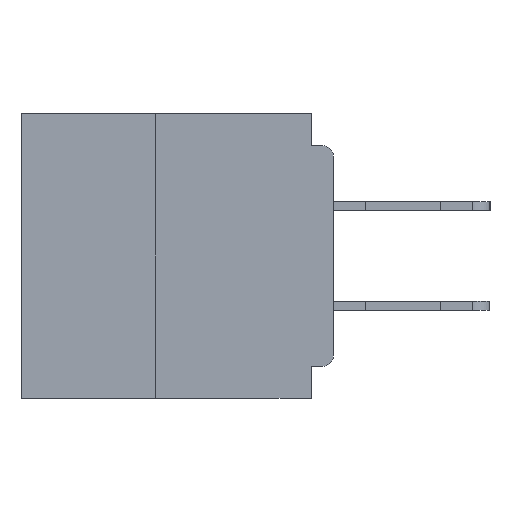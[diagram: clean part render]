
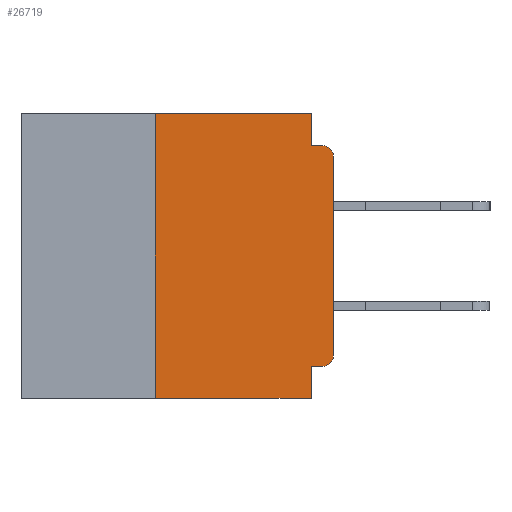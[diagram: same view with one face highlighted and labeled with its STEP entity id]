
A CAD part, left-side view. The second image highlights one B-rep face of the part: STEP entity #26719.
In plain terms, the highlighted planar face has unit normal (-1, 0, 0).
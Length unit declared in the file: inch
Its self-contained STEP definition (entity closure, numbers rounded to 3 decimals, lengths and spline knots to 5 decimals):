
#138 = VERTEX_POINT ( 'NONE', #9948 ) ;
#376 = VERTEX_POINT ( 'NONE', #18908 ) ;
#525 = PLANE ( 'NONE',  #31008 ) ;
#746 = EDGE_CURVE ( 'NONE', #5445, #37524, #25711, .T. ) ;
#1140 = CARTESIAN_POINT ( 'NONE',  ( 0., 0.25, -0.4 ) ) ;
#2515 = EDGE_CURVE ( 'NONE', #31937, #12030, #4353, .T. ) ;
#3871 = VERTEX_POINT ( 'NONE', #19438 ) ;
#4103 = EDGE_CURVE ( 'NONE', #19570, #31937, #28138, .T. ) ;
#4353 = LINE ( 'NONE', #17068, #37174 ) ;
#5170 = CARTESIAN_POINT ( 'NONE',  ( 0., 0., -0.34 ) ) ;
#5445 = VERTEX_POINT ( 'NONE', #16560 ) ;
#5466 = EDGE_CURVE ( 'NONE', #3871, #376, #20617, .T. ) ;
#5896 = CARTESIAN_POINT ( 'NONE',  ( 0., 0.031, -0.4 ) ) ;
#7065 = CARTESIAN_POINT ( 'NONE',  ( 0., 0.031, -0.4 ) ) ;
#8057 = CIRCLE ( 'NONE', #36514, 0.015 ) ;
#8375 = CARTESIAN_POINT ( 'NONE',  ( 0., 0.031, 0. ) ) ;
#9408 = CARTESIAN_POINT ( 'NONE',  ( 0., 0., -0.06 ) ) ;
#9948 = CARTESIAN_POINT ( 'NONE',  ( 0., 0.25, -0.4 ) ) ;
#10208 = DIRECTION ( 'NONE',  ( 1., 0., 0. ) ) ;
#10286 = DIRECTION ( 'NONE',  ( 0., 0., -1. ) ) ;
#10573 = EDGE_CURVE ( 'NONE', #12030, #376, #8057, .T. ) ;
#10817 = LINE ( 'NONE', #1140, #25752 ) ;
#11153 = CARTESIAN_POINT ( 'NONE',  ( 0., 0.015, -0.355 ) ) ;
#11519 = ORIENTED_EDGE ( 'NONE', *, *, #10573, .T. ) ;
#11597 = DIRECTION ( 'NONE',  ( 0., 0., -1. ) ) ;
#11618 = EDGE_LOOP ( 'NONE', ( #20283, #11519, #28599, #25656, #28959, #12280, #39007, #40517, #12411, #33996 ) ) ;
#12030 = VERTEX_POINT ( 'NONE', #9408 ) ;
#12098 = CARTESIAN_POINT ( 'NONE',  ( 0., 0.015, -0.06 ) ) ;
#12127 = VECTOR ( 'NONE', #16699, 39.37008 ) ;
#12280 = ORIENTED_EDGE ( 'NONE', *, *, #33724, .F. ) ;
#12411 = ORIENTED_EDGE ( 'NONE', *, *, #29733, .F. ) ;
#12492 = CARTESIAN_POINT ( 'NONE',  ( 0., 0.437, 0. ) ) ;
#12899 = DIRECTION ( 'NONE',  ( 0., -1., 0. ) ) ;
#13523 = CARTESIAN_POINT ( 'NONE',  ( 0., 0., -0.045 ) ) ;
#15345 = DIRECTION ( 'NONE',  ( 0., 0., -1. ) ) ;
#15407 = LINE ( 'NONE', #30929, #31243 ) ;
#16251 = VECTOR ( 'NONE', #19844, 39.37008 ) ;
#16495 = CARTESIAN_POINT ( 'NONE',  ( 0., 0.437, 0. ) ) ;
#16560 = CARTESIAN_POINT ( 'NONE',  ( 0., 0.25, 0. ) ) ;
#16699 = DIRECTION ( 'NONE',  ( 0., -1., 0. ) ) ;
#16798 = DIRECTION ( 'NONE',  ( 0., 0., 1. ) ) ;
#16948 = DIRECTION ( 'NONE',  ( 0., 0., 1. ) ) ;
#17068 = CARTESIAN_POINT ( 'NONE',  ( 0., 0., 0. ) ) ;
#17259 = VECTOR ( 'NONE', #12899, 39.37008 ) ;
#18555 = AXIS2_PLACEMENT_3D ( 'NONE', #39540, #19955, #19773 ) ;
#18908 = CARTESIAN_POINT ( 'NONE',  ( 0., 0.015, -0.045 ) ) ;
#19194 = CARTESIAN_POINT ( 'NONE',  ( 0., 0.031, -0.355 ) ) ;
#19438 = CARTESIAN_POINT ( 'NONE',  ( 0., 0.031, -0.045 ) ) ;
#19570 = VERTEX_POINT ( 'NONE', #11153 ) ;
#19773 = DIRECTION ( 'NONE',  ( 0., 0., -1. ) ) ;
#19844 = DIRECTION ( 'NONE',  ( 0., 1., 0. ) ) ;
#19955 = DIRECTION ( 'NONE',  ( -1., 0., 0. ) ) ;
#20283 = ORIENTED_EDGE ( 'NONE', *, *, #2515, .T. ) ;
#20617 = LINE ( 'NONE', #13523, #12127 ) ;
#21188 = VECTOR ( 'NONE', #11597, 39.37008 ) ;
#21247 = CARTESIAN_POINT ( 'NONE',  ( 0., 0.031, 0. ) ) ;
#22950 = VERTEX_POINT ( 'NONE', #19194 ) ;
#23079 = EDGE_CURVE ( 'NONE', #22950, #39404, #30430, .T. ) ;
#25203 = EDGE_CURVE ( 'NONE', #138, #39404, #15407, .T. ) ;
#25656 = ORIENTED_EDGE ( 'NONE', *, *, #29990, .F. ) ;
#25711 = LINE ( 'NONE', #12492, #17259 ) ;
#25752 = VECTOR ( 'NONE', #16948, 39.37008 ) ;
#26719 = ADVANCED_FACE ( 'NONE', ( #29818 ), #525, .F. ) ;
#28138 = CIRCLE ( 'NONE', #18555, 0.015 ) ;
#28599 = ORIENTED_EDGE ( 'NONE', *, *, #5466, .F. ) ;
#28959 = ORIENTED_EDGE ( 'NONE', *, *, #746, .F. ) ;
#29592 = LINE ( 'NONE', #8375, #21188 ) ;
#29733 = EDGE_CURVE ( 'NONE', #19570, #22950, #39469, .T. ) ;
#29818 = FACE_OUTER_BOUND ( 'NONE', #11618, .T. ) ;
#29990 = EDGE_CURVE ( 'NONE', #37524, #3871, #29592, .T. ) ;
#30430 = LINE ( 'NONE', #7065, #36852 ) ;
#30929 = CARTESIAN_POINT ( 'NONE',  ( 0., 0.437, -0.4 ) ) ;
#31008 = AXIS2_PLACEMENT_3D ( 'NONE', #16495, #10208, #32426 ) ;
#31243 = VECTOR ( 'NONE', #34145, 39.37008 ) ;
#31937 = VERTEX_POINT ( 'NONE', #5170 ) ;
#32426 = DIRECTION ( 'NONE',  ( 0., 0., -1. ) ) ;
#33724 = EDGE_CURVE ( 'NONE', #138, #5445, #10817, .T. ) ;
#33996 = ORIENTED_EDGE ( 'NONE', *, *, #4103, .T. ) ;
#34145 = DIRECTION ( 'NONE',  ( 0., -1., 0. ) ) ;
#34305 = DIRECTION ( 'NONE',  ( -1., 0., 0. ) ) ;
#36514 = AXIS2_PLACEMENT_3D ( 'NONE', #12098, #34305, #15345 ) ;
#36852 = VECTOR ( 'NONE', #10286, 39.37008 ) ;
#37174 = VECTOR ( 'NONE', #16798, 39.37008 ) ;
#37524 = VERTEX_POINT ( 'NONE', #21247 ) ;
#38742 = CARTESIAN_POINT ( 'NONE',  ( 0., 0., -0.355 ) ) ;
#39007 = ORIENTED_EDGE ( 'NONE', *, *, #25203, .T. ) ;
#39404 = VERTEX_POINT ( 'NONE', #5896 ) ;
#39469 = LINE ( 'NONE', #38742, #16251 ) ;
#39540 = CARTESIAN_POINT ( 'NONE',  ( 0., 0.015, -0.34 ) ) ;
#40517 = ORIENTED_EDGE ( 'NONE', *, *, #23079, .F. ) ;
